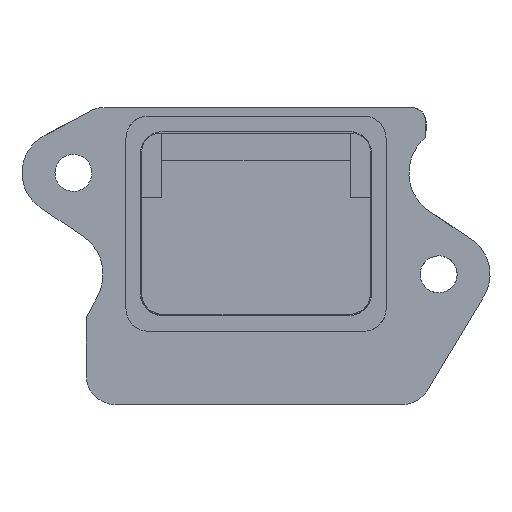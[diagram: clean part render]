
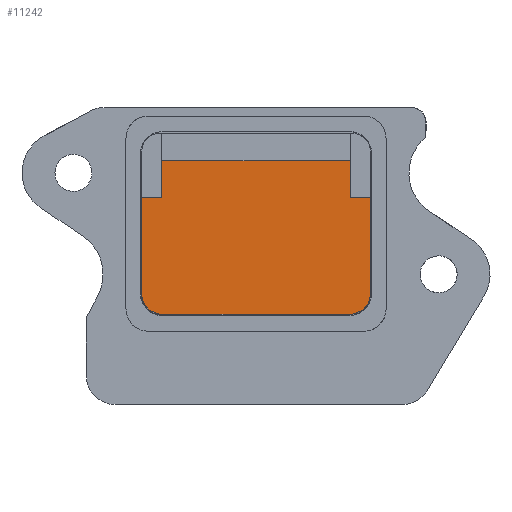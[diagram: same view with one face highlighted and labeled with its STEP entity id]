
A CAD part, front view. The second image highlights one B-rep face of the part: STEP entity #11242.
In plain terms, the highlighted free-form (B-spline) face has degree [1, 1] with [2, 2] control points.
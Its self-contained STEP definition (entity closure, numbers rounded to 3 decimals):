
#9485=CARTESIAN_POINT('V18',(6.5,-5.45,
   11.75));
#9486=VERTEX_POINT('V18',#9485);
#9492=CARTESIAN_POINT('V17',(6.5,-5.45,
   9.2));
#9493=VERTEX_POINT('V17',#9492);
#9494=CARTESIAN_POINT('E18',(6.5,-5.45,
   9.2));
#9495=CARTESIAN_POINT('E18',(6.5,-5.45,
   11.75));
#9496=QUASI_UNIFORM_CURVE('E18',1,(#9494,#9495),.POLYLINE_FORM.,.F.,
   .U.);
#9497=EDGE_CURVE('E18',#9493,#9486,#9496,.T.);
#9519=CARTESIAN_POINT('V19',(-6.5,-5.45,
   11.75));
#9520=VERTEX_POINT('V19',#9519);
#9526=CARTESIAN_POINT('E19',(-6.5,-5.45,
   11.75));
#9527=CARTESIAN_POINT('E19',(6.5,-5.45,
   11.75));
#9528=B_SPLINE_CURVE_WITH_KNOTS('E19',1,(#9526,#9527),
   .POLYLINE_FORM.,.F.,.U.,(2,2),(0.087,
   0.913),.UNSPECIFIED.);
#9529=EDGE_CURVE('E19',#9520,#9486,#9528,.T.);
#10647=CARTESIAN_POINT('V22',(6.635,-5.45,
   1.15));
#10648=VERTEX_POINT('V22',#10647);
#10706=CARTESIAN_POINT('V12',(7.87,-5.45,
   2.209));
#10707=VERTEX_POINT('V12',#10706);
#10721=CARTESIAN_POINT('E25',(6.635,-5.45,
   1.15));
#10722=CARTESIAN_POINT('E25',(7.705,-5.45,
   1.152));
#10723=CARTESIAN_POINT('E25',(7.87,-5.45,
   2.209));
#10731=(BOUNDED_CURVE()B_SPLINE_CURVE(2,(#10721,#10722,#10723),
   .ELLIPTIC_ARC.,.F.,.U.)B_SPLINE_CURVE_WITH_KNOTS((3,3),(
   0.109,1.0),.UNSPECIFIED.)CURVE()
   GEOMETRIC_REPRESENTATION_ITEM()RATIONAL_B_SPLINE_CURVE((
   0.849,0.648,0.856))
   REPRESENTATION_ITEM('E25'));
#10732=EDGE_CURVE('E25',#10648,#10707,#10731,.T.);
#10744=CARTESIAN_POINT('V21',(-6.635,-5.45,
   1.15));
#10745=VERTEX_POINT('V21',#10744);
#10773=CARTESIAN_POINT('E24',(-6.635,-5.45,
   1.15));
#10774=CARTESIAN_POINT('E24',(6.635,-5.45,
   1.15));
#10775=B_SPLINE_CURVE_WITH_KNOTS('E24',1,(#10773,#10774),
   .POLYLINE_FORM.,.F.,.U.,(2,2),(0.014,
   0.986),.UNSPECIFIED.);
#10776=EDGE_CURVE('E24',#10745,#10648,#10775,.T.);
#10838=CARTESIAN_POINT('V10',(-7.87,-5.45,
   2.209));
#10839=VERTEX_POINT('V10',#10838);
#10840=CARTESIAN_POINT('E23',(-7.87,-5.45,
   2.209));
#10841=CARTESIAN_POINT('E23',(-7.705,-5.45,
   1.152));
#10842=CARTESIAN_POINT('E23',(-6.635,-5.45,
   1.15));
#10850=(BOUNDED_CURVE()B_SPLINE_CURVE(2,(#10840,#10841,#10842),
   .ELLIPTIC_ARC.,.F.,.U.)B_SPLINE_CURVE_WITH_KNOTS((3,3),(0.0,
   0.891),.UNSPECIFIED.)CURVE()
   GEOMETRIC_REPRESENTATION_ITEM()RATIONAL_B_SPLINE_CURVE((
   0.856,0.648,0.849))
   REPRESENTATION_ITEM('E23'));
#10851=EDGE_CURVE('E23',#10839,#10745,#10850,.T.);
#10985=CARTESIAN_POINT('V5',(-7.87,-5.45,
   9.2));
#10986=VERTEX_POINT('V5',#10985);
#11008=CARTESIAN_POINT('V20',(-6.5,-5.45,
   9.2));
#11009=VERTEX_POINT('V20',#11008);
#11010=CARTESIAN_POINT('E21',(-6.5,-5.45,
   9.2));
#11011=CARTESIAN_POINT('E21',(-7.87,-5.45,
   9.2));
#11012=B_SPLINE_CURVE_WITH_KNOTS('E21',1,(#11010,#11011),
   .POLYLINE_FORM.,.F.,.U.,(2,2),(0.017,
   1.574),.UNSPECIFIED.);
#11013=EDGE_CURVE('E21',#11009,#10986,#11012,.T.);
#11061=CARTESIAN_POINT('E20',(-6.5,-5.45,
   11.75));
#11062=CARTESIAN_POINT('E20',(-6.5,-5.45,
   9.2));
#11063=B_SPLINE_CURVE_WITH_KNOTS('E20',1,(#11061,#11062),
   .POLYLINE_FORM.,.F.,.U.,(2,2),(0.0,1.759),
   .UNSPECIFIED.);
#11064=EDGE_CURVE('E20',#9520,#11009,#11063,.T.);
#11202=CARTESIAN_POINT('V2',(7.87,-5.45,
   9.2));
#11203=VERTEX_POINT('V2',#11202);
#11204=CARTESIAN_POINT('E17',(7.87,-5.45,
   9.2));
#11205=CARTESIAN_POINT('E17',(6.5,-5.45,
   9.2));
#11206=B_SPLINE_CURVE_WITH_KNOTS('E17',1,(#11204,#11205),
   .POLYLINE_FORM.,.F.,.U.,(2,2),(0.0,1.557),
   .UNSPECIFIED.);
#11207=EDGE_CURVE('E17',#11203,#9493,#11206,.T.);
#11217=CARTESIAN_POINT('F4',(-8.364,-5.45,
   -0.688));
#11218=CARTESIAN_POINT('F4',(8.364,-5.45,
   -0.688));
#11219=CARTESIAN_POINT('F4',(-8.364,-5.45,
   12.438));
#11220=CARTESIAN_POINT('F4',(8.364,-5.45,
   12.438));
#11221=B_SPLINE_SURFACE_WITH_KNOTS('F4',1,1,((#11217,#11219),(
   #11218,#11220)),.PLANE_SURF.,.F.,.F.,.U.,(2,2),(2,2),(0.0,
   1.274),(0.0,1.0),.UNSPECIFIED.);
#11222=ORIENTED_EDGE('E17',*,*,#11207,.T.);
#11223=ORIENTED_EDGE('E18',*,*,#9497,.T.);
#11224=ORIENTED_EDGE('E19',*,*,#9529,.F.);
#11225=ORIENTED_EDGE('E20',*,*,#11064,.T.);
#11226=ORIENTED_EDGE('E21',*,*,#11013,.T.);
#11227=CARTESIAN_POINT('E22',(-7.87,-5.45,
   9.2));
#11228=CARTESIAN_POINT('E22',(-7.87,-5.45,
   2.209));
#11229=B_SPLINE_CURVE_WITH_KNOTS('E22',1,(#11227,#11228),
   .POLYLINE_FORM.,.F.,.U.,(2,2),(0.217,
   0.812),.UNSPECIFIED.);
#11230=EDGE_CURVE('E22',#10986,#10839,#11229,.T.);
#11231=ORIENTED_EDGE('E22',*,*,#11230,.T.);
#11232=ORIENTED_EDGE('E23',*,*,#10851,.T.);
#11233=ORIENTED_EDGE('F17',*,*,#10776,.T.);
#11234=ORIENTED_EDGE('F15',*,*,#10732,.T.);
#11235=CARTESIAN_POINT('E26',(7.87,-5.45,
   9.2));
#11236=CARTESIAN_POINT('E26',(7.87,-5.45,
   2.209));
#11237=B_SPLINE_CURVE_WITH_KNOTS('E26',1,(#11235,#11236),
   .POLYLINE_FORM.,.F.,.U.,(2,2),(0.217,
   0.812),.UNSPECIFIED.);
#11238=EDGE_CURVE('E26',#11203,#10707,#11237,.T.);
#11239=ORIENTED_EDGE('E26',*,*,#11238,.F.);
#11240=EDGE_LOOP('F4',(#11222,#11223,#11224,#11225,#11226,#11231,
   #11232,#11233,#11234,#11239));
#11241=FACE_OUTER_BOUND('F4',#11240,.F.);
#11242=ADVANCED_FACE('F4',(#11241),#11221,.F.);
